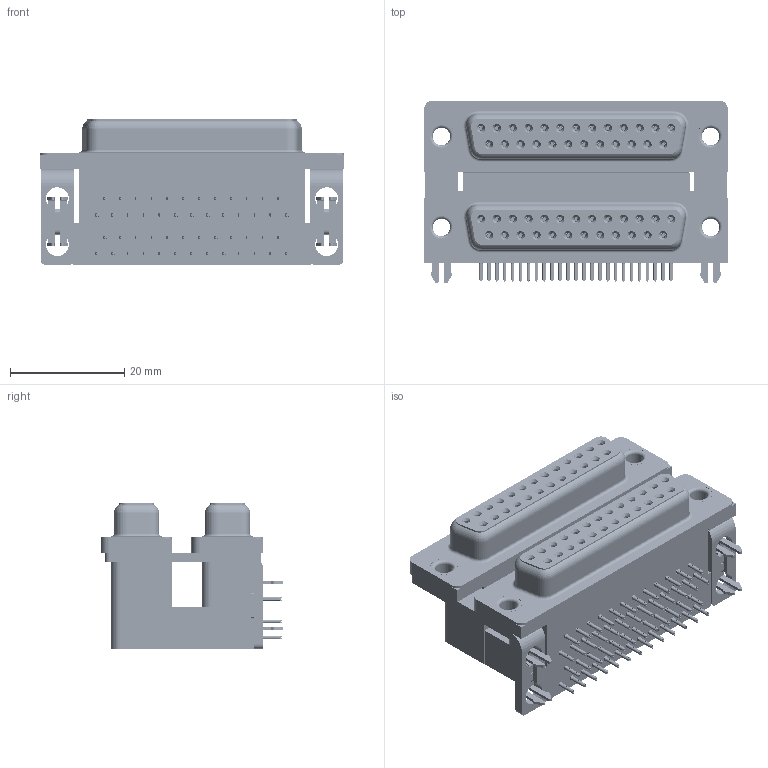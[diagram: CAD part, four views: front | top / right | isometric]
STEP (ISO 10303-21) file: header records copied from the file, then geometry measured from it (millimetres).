
FILE_DESCRIPTION (( 'STEP AP203' ), '1' );
FILE_NAME ('662-025-664-034.STEP', '2022-06-17T00:16:12', ( '' ), ( '' ), 'SwSTEP 2.0', 'SolidWorks 2020', '' );
FILE_SCHEMA (( 'CONFIG_CONTROL_DESIGN' ));
Length unit declared in the file: millimetre
Products named in the file (12): 662 Housing Spacer_25 Contacts L; 662 2 Prong Board Lock_3; 662 Housing Lower_25 Contacts; 662 Contact Bottom Lower; 662 Contact Top Upper_L; 662 Housing Upper_25 Contacts L; 662 Contact Bottom Upper_L; 662-025-664-034; 662 Mounting Bracket_2ProngL; 662 Thru Hole Rivet; 662 Shell_25 Contacts; 662 Contact Top Lower
Assembly tree (63 placements, depth 2):
  662-025-664-034
    662 Housing Lower_25 Contacts
    662 Housing Spacer_25 Contacts L
    662 Housing Upper_25 Contacts L
    662 Shell_25 Contacts  x2
    662 Contact Bottom Lower  x12
    662 Contact Top Lower  x13
    662 Contact Bottom Upper_L  x12
    662 Contact Top Upper_L  x13
    662 Mounting Bracket_2ProngL  x2
    662 2 Prong Board Lock_3  x2
    662 Thru Hole Rivet  x4
Bounding box: 53.04 x 31.93 x 25.4 mm (x, y, z)
Volume: 22878 mm3; surface area: 25185 mm2
Topology: 63 solids, 63 shells, 7860 faces, 20664 edges, 12980 vertices
Faces by surface type: plane 3678, cylinder 1818, bspline 1704, cone 600, torus 60
Entity records: 60550 total; most frequent: CARTESIAN_POINT 16198, ORIENTED_EDGE 8832, DIRECTION 8026, EDGE_CURVE 4416, LINE 3182, VECTOR 3182, VERTEX_POINT 2838, AXIS2_PLACEMENT_3D 2422
